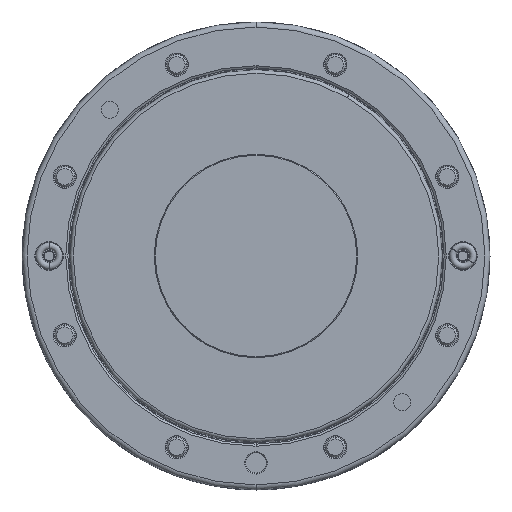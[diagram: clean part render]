
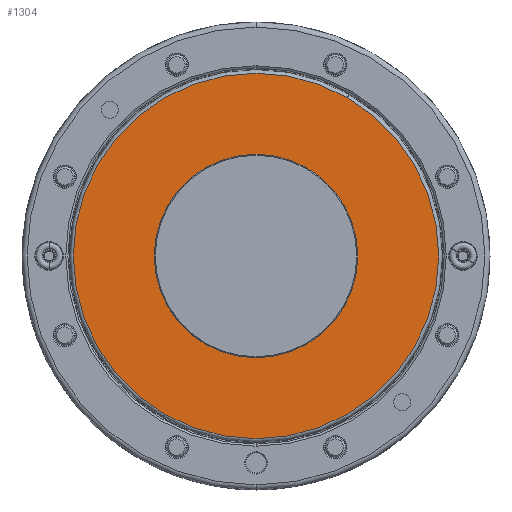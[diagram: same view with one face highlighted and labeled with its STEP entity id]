
A CAD part, front view. The second image highlights one B-rep face of the part: STEP entity #1304.
In plain terms, the highlighted planar face has unit normal (0, -1, 0).
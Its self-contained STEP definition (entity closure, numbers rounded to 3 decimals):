
#1304 = ADVANCED_FACE ( 'NONE', ( #37443, #2910 ), #2000, .F. ) ;
#2000 = PLANE ( 'NONE',  #27518 ) ;
#2524 = CARTESIAN_POINT ( 'NONE',  ( -17.353, -11.904, 187.909 ) ) ;
#2775 = VERTEX_POINT ( 'NONE', #23415 ) ;
#2816 = VERTEX_POINT ( 'NONE', #2524 ) ;
#2910 = FACE_BOUND ( 'NONE', #3731, .T. ) ;
#3731 = EDGE_LOOP ( 'NONE', ( #32040, #36957 ) ) ;
#5176 = DIRECTION ( 'NONE',  ( 0., 1., 0. ) ) ;
#5606 = CARTESIAN_POINT ( 'NONE',  ( -59.283, -11.904, 115.284 ) ) ;
#7644 = DIRECTION ( 'NONE',  ( 0., -1., 0. ) ) ;
#7980 = DIRECTION ( 'NONE',  ( 0., -1., 0. ) ) ;
#8426 = DIRECTION ( 'NONE',  ( 0., -1., 0. ) ) ;
#12073 = EDGE_LOOP ( 'NONE', ( #24209, #24661 ) ) ;
#12109 = EDGE_CURVE ( 'NONE', #2775, #2816, #22691, .T. ) ;
#14747 = CARTESIAN_POINT ( 'NONE',  ( -44.283, -11.904, 141.265 ) ) ;
#15211 = AXIS2_PLACEMENT_3D ( 'NONE', #26826, #7980, #30000 ) ;
#17927 = DIRECTION ( 'NONE',  ( -0.5, 0., -0.866 ) ) ;
#19509 = EDGE_CURVE ( 'NONE', #24285, #23848, #27831, .T. ) ;
#22691 = CIRCLE ( 'NONE', #26914, 53.86 ) ;
#23415 = CARTESIAN_POINT ( 'NONE',  ( -71.213, -11.904, 94.621 ) ) ;
#23848 = VERTEX_POINT ( 'NONE', #34131 ) ;
#24209 = ORIENTED_EDGE ( 'NONE', *, *, #12109, .T. ) ;
#24285 = VERTEX_POINT ( 'NONE', #5606 ) ;
#24661 = ORIENTED_EDGE ( 'NONE', *, *, #36146, .T. ) ;
#26474 = CARTESIAN_POINT ( 'NONE',  ( -44.283, -11.904, 141.265 ) ) ;
#26826 = CARTESIAN_POINT ( 'NONE',  ( -44.283, -11.904, 141.265 ) ) ;
#26914 = AXIS2_PLACEMENT_3D ( 'NONE', #27262, #8426, #30450 ) ;
#27182 = DIRECTION ( 'NONE',  ( -0.5, 0., -0.866 ) ) ;
#27262 = CARTESIAN_POINT ( 'NONE',  ( -44.283, -11.904, 141.265 ) ) ;
#27518 = AXIS2_PLACEMENT_3D ( 'NONE', #39784, #5176, #27182 ) ;
#27819 = AXIS2_PLACEMENT_3D ( 'NONE', #14747, #36795, #17927 ) ;
#27831 = CIRCLE ( 'NONE', #35541, 30. ) ;
#29654 = DIRECTION ( 'NONE',  ( 0.5, 0., 0.866 ) ) ;
#30000 = DIRECTION ( 'NONE',  ( 0.5, 0., 0.866 ) ) ;
#30450 = DIRECTION ( 'NONE',  ( -0.5, 0., -0.866 ) ) ;
#32040 = ORIENTED_EDGE ( 'NONE', *, *, #19509, .F. ) ;
#33956 = CIRCLE ( 'NONE', #27819, 53.86 ) ;
#34131 = CARTESIAN_POINT ( 'NONE',  ( -29.283, -11.904, 167.246 ) ) ;
#35541 = AXIS2_PLACEMENT_3D ( 'NONE', #26474, #7644, #29654 ) ;
#35957 = CIRCLE ( 'NONE', #15211, 30. ) ;
#36014 = EDGE_CURVE ( 'NONE', #23848, #24285, #35957, .T. ) ;
#36146 = EDGE_CURVE ( 'NONE', #2816, #2775, #33956, .T. ) ;
#36795 = DIRECTION ( 'NONE',  ( 0., -1., 0. ) ) ;
#36957 = ORIENTED_EDGE ( 'NONE', *, *, #36014, .F. ) ;
#37443 = FACE_OUTER_BOUND ( 'NONE', #12073, .T. ) ;
#39784 = CARTESIAN_POINT ( 'NONE',  ( -70.263, -11.904, 156.265 ) ) ;
